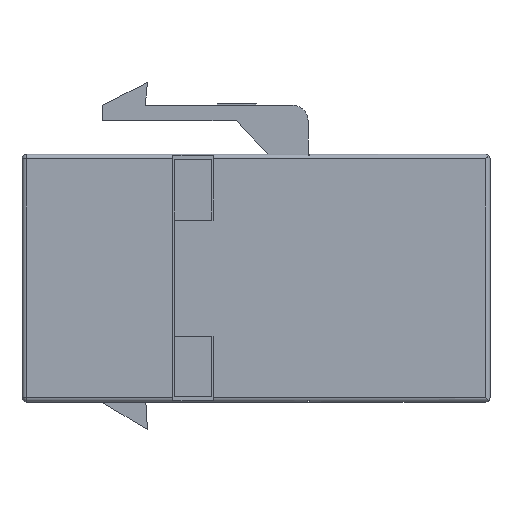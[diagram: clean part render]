
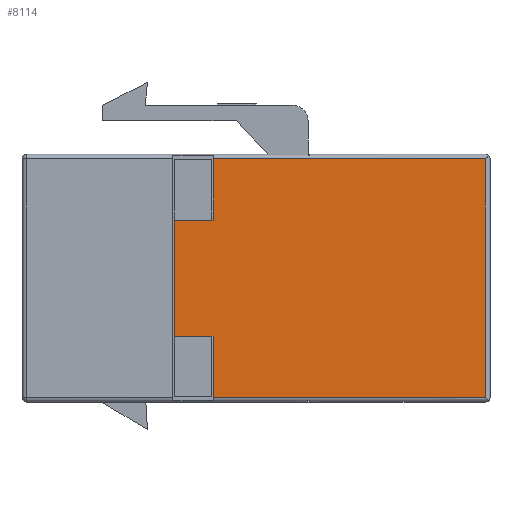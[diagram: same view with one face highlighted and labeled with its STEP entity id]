
A CAD part, left-side view. The second image highlights one B-rep face of the part: STEP entity #8114.
In plain terms, the highlighted planar face has unit normal (-1, 0, 0).
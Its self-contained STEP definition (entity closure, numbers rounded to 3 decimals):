
#269 = PLANE ( 'NONE',  #3509 ) ;
#278 = DIRECTION ( 'NONE',  ( 1., 0., 0. ) ) ;
#290 = DIRECTION ( 'NONE',  ( 0., 0., -1. ) ) ;
#425 = CARTESIAN_POINT ( 'NONE',  ( -7.3, 15.3, -8.1 ) ) ;
#990 = DIRECTION ( 'NONE',  ( 0., 0., -1. ) ) ;
#1314 = CARTESIAN_POINT ( 'NONE',  ( -7.3, 5.33, 8.1 ) ) ;
#2145 = CARTESIAN_POINT ( 'NONE',  ( -7.3, -15., -7.8 ) ) ;
#2297 = VERTEX_POINT ( 'NONE', #8055 ) ;
#2304 = VERTEX_POINT ( 'NONE', #8048 ) ;
#2311 = VERTEX_POINT ( 'NONE', #8041 ) ;
#2318 = VERTEX_POINT ( 'NONE', #8034 ) ;
#2321 = VERTEX_POINT ( 'NONE', #8031 ) ;
#2326 = VERTEX_POINT ( 'NONE', #8027 ) ;
#2336 = VERTEX_POINT ( 'NONE', #8017 ) ;
#2347 = VERTEX_POINT ( 'NONE', #8006 ) ;
#2348 = VERTEX_POINT ( 'NONE', #8005 ) ;
#2546 = EDGE_CURVE ( 'NONE', #2318, #2304, #3619, .T. ) ;
#2675 = ORIENTED_EDGE ( 'NONE', *, *, #6999, .T. ) ;
#2691 = ORIENTED_EDGE ( 'NONE', *, *, #2546, .T. ) ;
#2706 = ORIENTED_EDGE ( 'NONE', *, *, #7003, .T. ) ;
#2722 = ORIENTED_EDGE ( 'NONE', *, *, #7141, .T. ) ;
#2742 = ORIENTED_EDGE ( 'NONE', *, *, #6998, .T. ) ;
#2778 = ORIENTED_EDGE ( 'NONE', *, *, #7002, .T. ) ;
#2829 = ORIENTED_EDGE ( 'NONE', *, *, #7052, .T. ) ;
#2833 = ORIENTED_EDGE ( 'NONE', *, *, #7043, .T. ) ;
#2901 = ORIENTED_EDGE ( 'NONE', *, *, #7046, .T. ) ;
#2904 = ORIENTED_EDGE ( 'NONE', *, *, #7082, .T. ) ;
#3509 = AXIS2_PLACEMENT_3D ( 'NONE', #425, #278, #290 ) ;
#3619 = LINE ( 'NONE', #1314, #3897 ) ;
#3897 = VECTOR ( 'NONE', #990, 1000. ) ;
#4191 = DIRECTION ( 'NONE',  ( 0., -1., 0. ) ) ;
#4260 = CARTESIAN_POINT ( 'NONE',  ( -7.3, 2.9, -3.8 ) ) ;
#4307 = DIRECTION ( 'NONE',  ( 0., 1., 0. ) ) ;
#4308 = DIRECTION ( 'NONE',  ( 0., 0., 1. ) ) ;
#4377 = DIRECTION ( 'NONE',  ( 0., 0., -1. ) ) ;
#4407 = CARTESIAN_POINT ( 'NONE',  ( -7.3, 2.9, 3.8 ) ) ;
#4427 = CARTESIAN_POINT ( 'NONE',  ( -7.3, 15.3, -7.8 ) ) ;
#4451 = DIRECTION ( 'NONE',  ( 0., -1., 0. ) ) ;
#4455 = CARTESIAN_POINT ( 'NONE',  ( -7.3, 2.8, -8.1 ) ) ;
#4501 = CARTESIAN_POINT ( 'NONE',  ( -7.3, -15., -8.1 ) ) ;
#4686 = DIRECTION ( 'NONE',  ( 0., 1., 0. ) ) ;
#4744 = DIRECTION ( 'NONE',  ( 0., 0., -1. ) ) ;
#4746 = DIRECTION ( 'NONE',  ( 0., -1., 0. ) ) ;
#4757 = CARTESIAN_POINT ( 'NONE',  ( -7.3, 5.33, -3.8 ) ) ;
#4786 = CARTESIAN_POINT ( 'NONE',  ( -7.3, 5.33, 3.8 ) ) ;
#4804 = CARTESIAN_POINT ( 'NONE',  ( -7.3, 15.3, 7.8 ) ) ;
#4834 = DIRECTION ( 'NONE',  ( 0., 1., 0. ) ) ;
#4839 = CARTESIAN_POINT ( 'NONE',  ( -7.3, 2.8, 8.1 ) ) ;
#5094 = EDGE_LOOP ( 'NONE', ( #2904, #2901, #2833, #2742, #2675, #2722, #2706, #2691, #2778, #2829 ) ) ;
#5340 = FACE_OUTER_BOUND ( 'NONE', #5094, .T. ) ;
#5642 = LINE ( 'NONE', #4455, #6194 ) ;
#5662 = VECTOR ( 'NONE', #4834, 1000. ) ;
#5673 = VECTOR ( 'NONE', #4307, 1000. ) ;
#5736 = LINE ( 'NONE', #4786, #5662 ) ;
#5746 = VECTOR ( 'NONE', #4308, 1000. ) ;
#5789 = VECTOR ( 'NONE', #4191, 1000. ) ;
#5801 = LINE ( 'NONE', #4804, #5673 ) ;
#5802 = VECTOR ( 'NONE', #4746, 1000. ) ;
#5834 = VECTOR ( 'NONE', #4451, 1000. ) ;
#5849 = VECTOR ( 'NONE', #4744, 1000. ) ;
#5865 = LINE ( 'NONE', #4757, #5802 ) ;
#5901 = LINE ( 'NONE', #4427, #5834 ) ;
#5985 = VECTOR ( 'NONE', #4686, 1000. ) ;
#6047 = LINE ( 'NONE', #4839, #5849 ) ;
#6099 = LINE ( 'NONE', #4501, #5746 ) ;
#6147 = LINE ( 'NONE', #4260, #5789 ) ;
#6171 = LINE ( 'NONE', #4407, #5985 ) ;
#6194 = VECTOR ( 'NONE', #4377, 1000. ) ;
#6415 = VERTEX_POINT ( 'NONE', #2145 ) ;
#6998 = EDGE_CURVE ( 'NONE', #2297, #2321, #5801, .T. ) ;
#6999 = EDGE_CURVE ( 'NONE', #2321, #2336, #6047, .T. ) ;
#7002 = EDGE_CURVE ( 'NONE', #2304, #2326, #5865, .T. ) ;
#7003 = EDGE_CURVE ( 'NONE', #2347, #2318, #5736, .T. ) ;
#7043 = EDGE_CURVE ( 'NONE', #6415, #2297, #6099, .T. ) ;
#7046 = EDGE_CURVE ( 'NONE', #2311, #6415, #5901, .T. ) ;
#7052 = EDGE_CURVE ( 'NONE', #2326, #2348, #6147, .T. ) ;
#7082 = EDGE_CURVE ( 'NONE', #2348, #2311, #5642, .T. ) ;
#7141 = EDGE_CURVE ( 'NONE', #2336, #2347, #6171, .T. ) ;
#8005 = CARTESIAN_POINT ( 'NONE',  ( -7.3, 2.8, -3.8 ) ) ;
#8006 = CARTESIAN_POINT ( 'NONE',  ( -7.3, 2.9, 3.8 ) ) ;
#8017 = CARTESIAN_POINT ( 'NONE',  ( -7.3, 2.8, 3.8 ) ) ;
#8027 = CARTESIAN_POINT ( 'NONE',  ( -7.3, 2.9, -3.8 ) ) ;
#8031 = CARTESIAN_POINT ( 'NONE',  ( -7.3, 2.8, 7.8 ) ) ;
#8034 = CARTESIAN_POINT ( 'NONE',  ( -7.3, 5.33, 3.8 ) ) ;
#8041 = CARTESIAN_POINT ( 'NONE',  ( -7.3, 2.8, -7.8 ) ) ;
#8048 = CARTESIAN_POINT ( 'NONE',  ( -7.3, 5.33, -3.8 ) ) ;
#8055 = CARTESIAN_POINT ( 'NONE',  ( -7.3, -15., 7.8 ) ) ;
#8114 = ADVANCED_FACE ( 'NONE', ( #5340 ), #269, .F. ) ;
